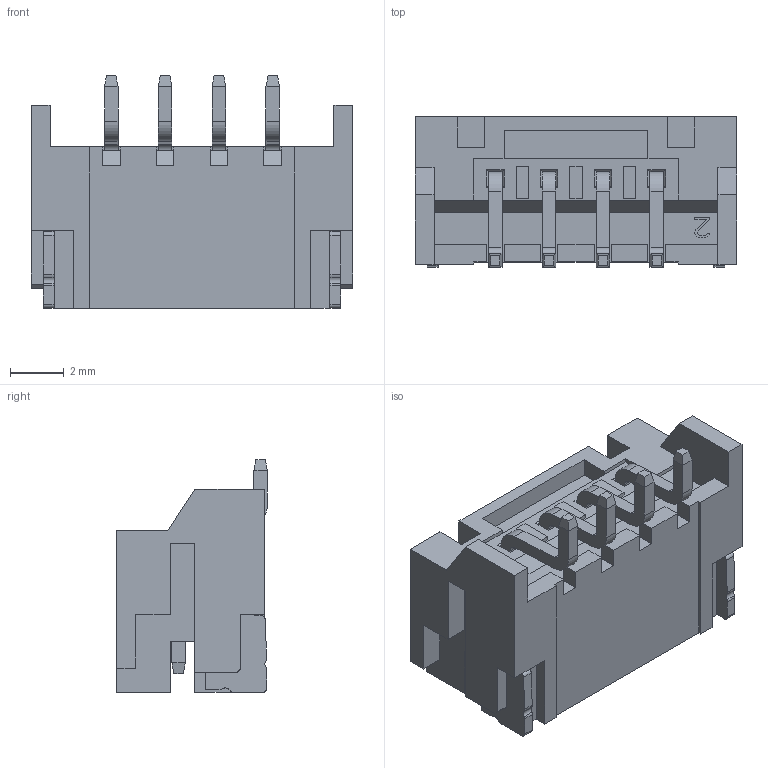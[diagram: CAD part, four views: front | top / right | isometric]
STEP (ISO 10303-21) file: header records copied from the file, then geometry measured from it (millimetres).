
FILE_DESCRIPTION((''),'2;1');
FILE_NAME('200-WTB-F-RA-SMT-CONN-4P','2019-09-19T',('Administrator'),(''),'PRO/ENGINEER BY PARAMETRIC TECHNOLOGY CORPORATION, 2009440','PRO/ENGINEER BY PARAMETRIC TECHNOLOGY CORPORATION, 2009440','');
FILE_SCHEMA(('CONFIG_CONTROL_DESIGN'));
Length unit declared in the file: millimetre
Products named in the file (1): 200-WTB-F-RA-SMT-CONN-4P
Bounding box: 11.95 x 5.6 x 8.65 mm (x, y, z)
Volume: 189.2 mm3; surface area: 650 mm2
Topology: 1 solids, 1 shells, 429 faces, 1231 edges, 796 vertices
Faces by surface type: plane 362, cylinder 67
Entity records: 13853 total; most frequent: ORIENTED_EDGE 2462, CARTESIAN_POINT 2456, DIRECTION 2223, EDGE_CURVE 1231, VECTOR 1097, LINE 1097, VERTEX_POINT 796, AXIS2_PLACEMENT_3D 563
